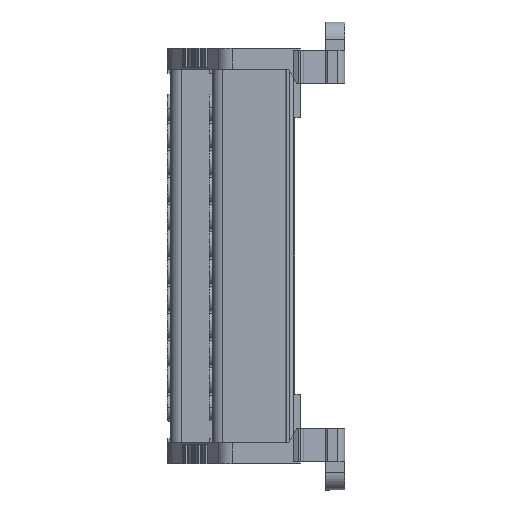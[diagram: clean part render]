
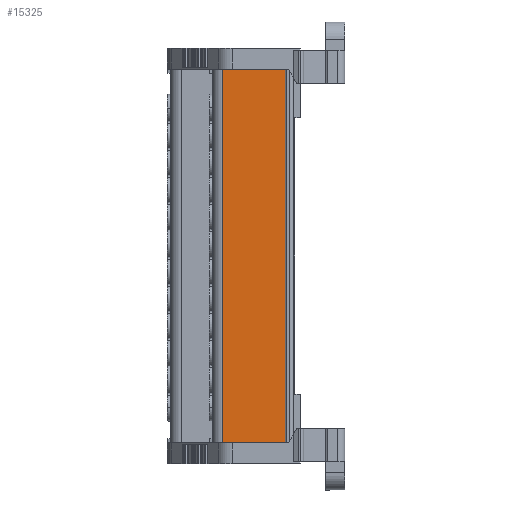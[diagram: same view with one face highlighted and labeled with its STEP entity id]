
A CAD part, left-side view. The second image highlights one B-rep face of the part: STEP entity #15325.
In plain terms, the highlighted planar face has unit normal (-1, 0.018, 0).
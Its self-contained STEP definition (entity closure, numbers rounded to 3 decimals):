
#9676 = EDGE_CURVE ( 'NONE', #21206, #21259, #23286, .T. ) ;
#9762 = EDGE_CURVE ( 'NONE', #21193, #21259, #24601, .T. ) ;
#9772 = EDGE_CURVE ( 'NONE', #21193, #21125, #24620, .T. ) ;
#13415 = EDGE_CURVE ( 'NONE', #21206, #21125, #40793, .T. ) ;
#15325 = ADVANCED_FACE ( 'NONE', ( #51120 ), #51121, .F. ) ;
#21125 = VERTEX_POINT ( 'NONE', #64387 ) ;
#21193 = VERTEX_POINT ( 'NONE', #64522 ) ;
#21206 = VERTEX_POINT ( 'NONE', #64559 ) ;
#21259 = VERTEX_POINT ( 'NONE', #61577 ) ;
#23275 = CARTESIAN_POINT ( 'NONE',  ( -64.043, 14.654, -36.794 ) ) ;
#23279 = DIRECTION ( 'NONE',  ( 0., 0., -1. ) ) ;
#23286 = LINE ( 'NONE', #23275, #34961 ) ;
#24592 = DIRECTION ( 'NONE',  ( 0., 0., 1. ) ) ;
#24601 = LINE ( 'NONE', #24603, #35079 ) ;
#24603 = CARTESIAN_POINT ( 'NONE',  ( -63.642, 37.602, -36.098 ) ) ;
#24613 = CARTESIAN_POINT ( 'NONE',  ( -63.712, 33.604, -23.599 ) ) ;
#24617 = DIRECTION ( 'NONE',  ( -0.017, -1., 0. ) ) ;
#24620 = LINE ( 'NONE', #24613, #35103 ) ;
#34961 = VECTOR ( 'NONE', #23279, 1000. ) ;
#35079 = VECTOR ( 'NONE', #24617, 1000. ) ;
#35103 = VECTOR ( 'NONE', #24592, 1000. ) ;
#40793 = LINE ( 'NONE', #40796, #49213 ) ;
#40796 = CARTESIAN_POINT ( 'NONE',  ( -63.599, 40.066, 70.972 ) ) ;
#40846 = DIRECTION ( 'NONE',  ( 0.017, 1., 0. ) ) ;
#47562 = AXIS2_PLACEMENT_3D ( 'NONE', #51107, #51144, #51124 ) ;
#49213 = VECTOR ( 'NONE', #40846, 1000. ) ;
#51107 = CARTESIAN_POINT ( 'NONE',  ( -63.642, 37.602, -36.794 ) ) ;
#51120 = FACE_OUTER_BOUND ( 'NONE', #61234, .T. ) ;
#51121 = PLANE ( 'NONE',  #47562 ) ;
#51124 = DIRECTION ( 'NONE',  ( 0.017, 1., 0. ) ) ;
#51144 = DIRECTION ( 'NONE',  ( 1., -0.017, 0. ) ) ;
#61234 = EDGE_LOOP ( 'NONE', ( #72280, #72187, #72220, #72221 ) ) ;
#61577 = CARTESIAN_POINT ( 'NONE',  ( -64.043, 14.654, -36.098 ) ) ;
#64387 = CARTESIAN_POINT ( 'NONE',  ( -63.712, 33.604, 70.972 ) ) ;
#64522 = CARTESIAN_POINT ( 'NONE',  ( -63.712, 33.604, -36.098 ) ) ;
#64559 = CARTESIAN_POINT ( 'NONE',  ( -64.043, 14.654, 70.972 ) ) ;
#72187 = ORIENTED_EDGE ( 'NONE', *, *, #13415, .T. ) ;
#72220 = ORIENTED_EDGE ( 'NONE', *, *, #9772, .F. ) ;
#72221 = ORIENTED_EDGE ( 'NONE', *, *, #9762, .T. ) ;
#72280 = ORIENTED_EDGE ( 'NONE', *, *, #9676, .F. ) ;
